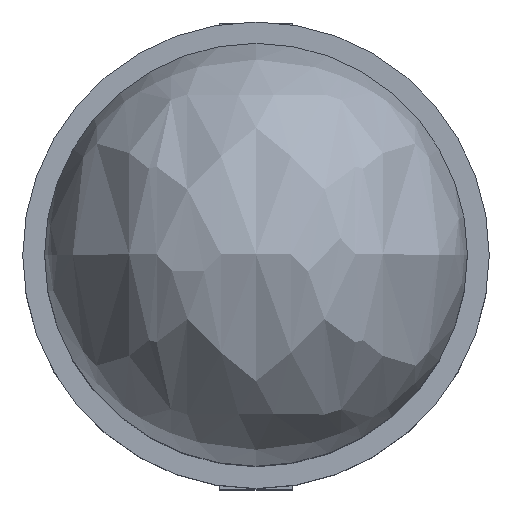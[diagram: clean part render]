
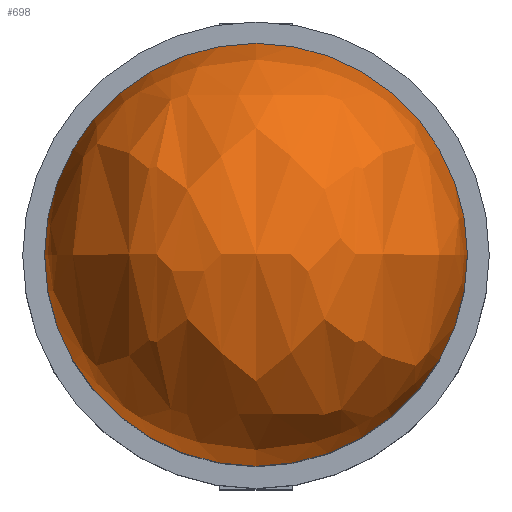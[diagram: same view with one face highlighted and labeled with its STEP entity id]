
A CAD part, top view. The second image highlights one B-rep face of the part: STEP entity #698.
In plain terms, the highlighted free-form (B-spline) face has degree [3, 3] with [4, 4] control points.
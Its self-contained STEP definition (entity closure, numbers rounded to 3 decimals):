
#32 = DIRECTION ( 'NONE',  ( 0., 0., -1. ) ) ;
#66 = CARTESIAN_POINT ( 'NONE',  ( -1.45, -2.9, 8.95 ) ) ;
#162 = FACE_OUTER_BOUND ( 'NONE', #1229, .T. ) ;
#170 = CARTESIAN_POINT ( 'NONE',  ( -1.45, 0., 3.15 ) ) ;
#220 = ORIENTED_EDGE ( 'NONE', *, *, #563, .F. ) ;
#232 = DIRECTION ( 'NONE',  ( 1., 0., 0. ) ) ;
#262 = CARTESIAN_POINT ( 'NONE',  ( 1.45, 0., 3.15 ) ) ;
#265 = CARTESIAN_POINT ( 'NONE',  ( -1.45, 0., 3.15 ) ) ;
#291 = CIRCLE ( 'NONE', #672, 1.45 ) ;
#371 = CARTESIAN_POINT ( 'NONE',  ( 0., 0., 3.15 ) ) ;
#378 = CARTESIAN_POINT ( 'NONE',  ( 1.45, 0., 3.15 ) ) ;
#420 = AXIS2_PLACEMENT_3D ( 'NONE', #371, #1154, #486 ) ;
#486 = DIRECTION ( 'NONE',  ( 1., 0., 0. ) ) ;
#493 = CARTESIAN_POINT ( 'NONE',  ( 1.45, 2.9, 8.95 ) ) ;
#495 = CARTESIAN_POINT ( 'NONE',  ( -1.45, 0., 3.15 ) ) ;
#540 =( BOUNDED_SURFACE ( )  B_SPLINE_SURFACE ( 3, 3, ( 
 ( #933, #262, #1045, #378 ),
 ( #1158, #493, #1269, #603 ),
 ( #1381, #727, #66, #842 ),
 ( #170, #938, #265, #1050 ) ),
 .UNSPECIFIED., .F., .F., .F. ) 
 B_SPLINE_SURFACE_WITH_KNOTS ( ( 4, 4 ),
 ( 4, 4 ),
 ( 0., 1. ),
 ( 0., 1. ),
 .UNSPECIFIED. ) 
 GEOMETRIC_REPRESENTATION_ITEM ( )  RATIONAL_B_SPLINE_SURFACE ( (
 ( 1., 0.333, 0.333, 1.),
 ( 0.333, 0.111, 0.111, 0.333),
 ( 0.333, 0.111, 0.111, 0.333),
 ( 1., 0.333, 0.333, 1.) ) ) 
 REPRESENTATION_ITEM ( '' )  SURFACE ( )  );
#563 = EDGE_CURVE ( 'NONE', #1247, #1179, #291, .T. ) ;
#603 = CARTESIAN_POINT ( 'NONE',  ( 1.45, -2.9, 3.15 ) ) ;
#672 = AXIS2_PLACEMENT_3D ( 'NONE', #951, #32, #232 ) ;
#694 = EDGE_CURVE ( 'NONE', #1179, #1247, #1041, .T. ) ;
#698 = ADVANCED_FACE ( 'NONE', ( #162 ), #540, .T. ) ;
#727 = CARTESIAN_POINT ( 'NONE',  ( -1.45, 2.9, 8.95 ) ) ;
#842 = CARTESIAN_POINT ( 'NONE',  ( -1.45, -2.9, 3.15 ) ) ;
#933 = CARTESIAN_POINT ( 'NONE',  ( 1.45, 0., 3.15 ) ) ;
#938 = CARTESIAN_POINT ( 'NONE',  ( -1.45, 0., 3.15 ) ) ;
#951 = CARTESIAN_POINT ( 'NONE',  ( 0., 0., 3.15 ) ) ;
#1041 = CIRCLE ( 'NONE', #420, 1.45 ) ;
#1045 = CARTESIAN_POINT ( 'NONE',  ( 1.45, 0., 3.15 ) ) ;
#1050 = CARTESIAN_POINT ( 'NONE',  ( -1.45, 0., 3.15 ) ) ;
#1058 = CARTESIAN_POINT ( 'NONE',  ( 1.45, 0., 3.15 ) ) ;
#1154 = DIRECTION ( 'NONE',  ( 0., 0., -1. ) ) ;
#1158 = CARTESIAN_POINT ( 'NONE',  ( 1.45, 2.9, 3.15 ) ) ;
#1179 = VERTEX_POINT ( 'NONE', #495 ) ;
#1229 = EDGE_LOOP ( 'NONE', ( #1403, #220 ) ) ;
#1247 = VERTEX_POINT ( 'NONE', #1058 ) ;
#1269 = CARTESIAN_POINT ( 'NONE',  ( 1.45, -2.9, 8.95 ) ) ;
#1381 = CARTESIAN_POINT ( 'NONE',  ( -1.45, 2.9, 3.15 ) ) ;
#1403 = ORIENTED_EDGE ( 'NONE', *, *, #694, .F. ) ;
